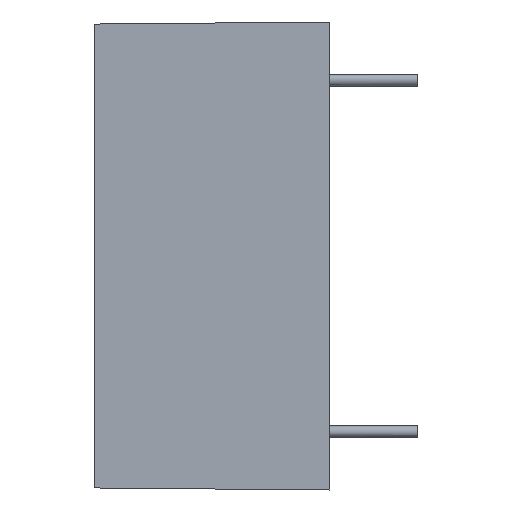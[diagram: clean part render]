
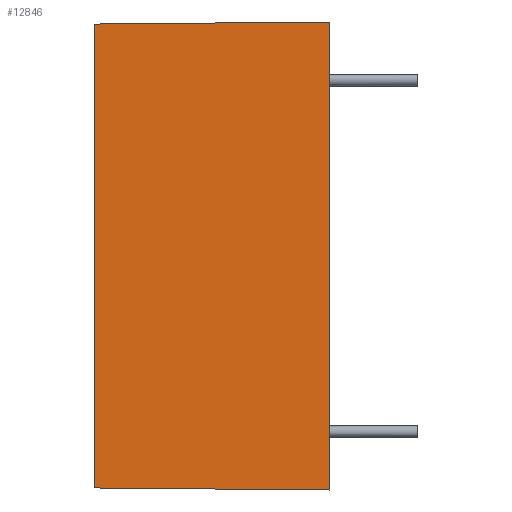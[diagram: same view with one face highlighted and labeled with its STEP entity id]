
A CAD part, left-side view. The second image highlights one B-rep face of the part: STEP entity #12846.
In plain terms, the highlighted face is planar.
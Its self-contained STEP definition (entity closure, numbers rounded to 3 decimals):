
#282 = EDGE_CURVE ( 'NONE', #15858, #6694, #6101, .T. ) ;
#638 = DIRECTION ( 'NONE',  ( 0., 0., 1. ) ) ;
#763 = CARTESIAN_POINT ( 'NONE',  ( -15.786, -10.2, -10.061 ) ) ;
#1087 = EDGE_LOOP ( 'NONE', ( #7575, #5768, #10334, #9606 ) ) ;
#1914 = LINE ( 'NONE', #13679, #12940 ) ;
#1936 = CARTESIAN_POINT ( 'NONE',  ( -15.875, 0., -10.15 ) ) ;
#2164 = CARTESIAN_POINT ( 'NONE',  ( -15.875, 0., -10.15 ) ) ;
#2695 = AXIS2_PLACEMENT_3D ( 'NONE', #2164, #9148, #17161 ) ;
#2708 = DIRECTION ( 'NONE',  ( -0.009, 1., 0.009 ) ) ;
#3285 = VECTOR ( 'NONE', #638, 1000. ) ;
#3953 = FACE_OUTER_BOUND ( 'NONE', #1087, .T. ) ;
#5462 = CARTESIAN_POINT ( 'NONE',  ( -15.873, -0.177, 10.148 ) ) ;
#5768 = ORIENTED_EDGE ( 'NONE', *, *, #14828, .F. ) ;
#5817 = LINE ( 'NONE', #1936, #6435 ) ;
#6101 = LINE ( 'NONE', #11877, #3285 ) ;
#6435 = VECTOR ( 'NONE', #10465, 1000. ) ;
#6694 = VERTEX_POINT ( 'NONE', #10190 ) ;
#7533 = PLANE ( 'NONE',  #2695 ) ;
#7575 = ORIENTED_EDGE ( 'NONE', *, *, #7873, .F. ) ;
#7873 = EDGE_CURVE ( 'NONE', #14004, #14474, #1914, .T. ) ;
#8499 = CARTESIAN_POINT ( 'NONE',  ( -15.875, 0., -10.15 ) ) ;
#9148 = DIRECTION ( 'NONE',  ( -1., -0.009, 0. ) ) ;
#9606 = ORIENTED_EDGE ( 'NONE', *, *, #12104, .T. ) ;
#10190 = CARTESIAN_POINT ( 'NONE',  ( -15.786, -10.2, 10.061 ) ) ;
#10334 = ORIENTED_EDGE ( 'NONE', *, *, #282, .T. ) ;
#10465 = DIRECTION ( 'NONE',  ( -0.009, 1., -0.009 ) ) ;
#11877 = CARTESIAN_POINT ( 'NONE',  ( -15.786, -10.2, 10.15 ) ) ;
#12104 = EDGE_CURVE ( 'NONE', #6694, #14474, #13448, .T. ) ;
#12846 = ADVANCED_FACE ( 'NONE', ( #3953 ), #7533, .T. ) ;
#12940 = VECTOR ( 'NONE', #15049, 1000. ) ;
#13015 = VECTOR ( 'NONE', #2708, 1000. ) ;
#13448 = LINE ( 'NONE', #5462, #13015 ) ;
#13679 = CARTESIAN_POINT ( 'NONE',  ( -15.875, 0., -10.15 ) ) ;
#14004 = VERTEX_POINT ( 'NONE', #8499 ) ;
#14474 = VERTEX_POINT ( 'NONE', #15004 ) ;
#14828 = EDGE_CURVE ( 'NONE', #15858, #14004, #5817, .T. ) ;
#15004 = CARTESIAN_POINT ( 'NONE',  ( -15.875, 0., 10.15 ) ) ;
#15049 = DIRECTION ( 'NONE',  ( 0., 0., 1. ) ) ;
#15858 = VERTEX_POINT ( 'NONE', #763 ) ;
#17161 = DIRECTION ( 'NONE',  ( 0.009, -1., 0. ) ) ;
